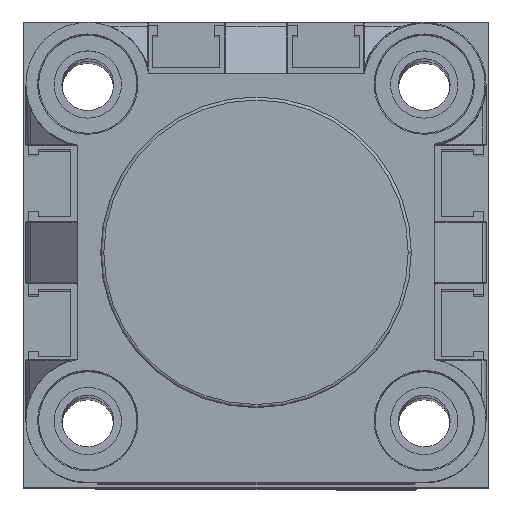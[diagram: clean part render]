
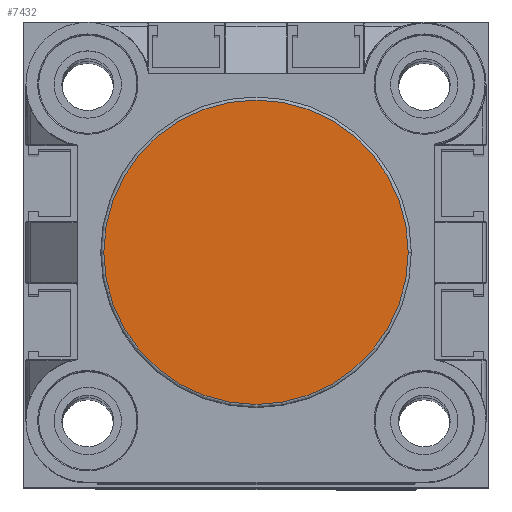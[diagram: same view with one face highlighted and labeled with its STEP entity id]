
A CAD part, top view. The second image highlights one B-rep face of the part: STEP entity #7432.
In plain terms, the highlighted planar face has unit normal (0, 0, 1).
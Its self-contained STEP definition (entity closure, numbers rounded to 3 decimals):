
#3402 = VERTEX_POINT ( 'NONE', #24350 ) ;
#3439 = PLANE ( 'NONE',  #8276 ) ;
#4167 = EDGE_LOOP ( 'NONE', ( #14394, #18036 ) ) ;
#4207 = FACE_OUTER_BOUND ( 'NONE', #4167, .T. ) ;
#5875 = EDGE_CURVE ( 'NONE', #23885, #3402, #25100, .T. ) ;
#5964 = DIRECTION ( 'NONE',  ( 0., 0., 1. ) ) ;
#7432 = ADVANCED_FACE ( 'NONE', ( #4207 ), #3439, .T. ) ;
#8276 = AXIS2_PLACEMENT_3D ( 'NONE', #21019, #5964, #23541 ) ;
#10619 = DIRECTION ( 'NONE',  ( 0., 0., 1. ) ) ;
#10778 = DIRECTION ( 'NONE',  ( 0., 0., 1. ) ) ;
#14394 = ORIENTED_EDGE ( 'NONE', *, *, #16433, .T. ) ;
#16433 = EDGE_CURVE ( 'NONE', #3402, #23885, #16609, .T. ) ;
#16609 = CIRCLE ( 'NONE', #25488, 14.7 ) ;
#18036 = ORIENTED_EDGE ( 'NONE', *, *, #5875, .T. ) ;
#21019 = CARTESIAN_POINT ( 'NONE',  ( 17.25, -17.25, 30. ) ) ;
#23541 = DIRECTION ( 'NONE',  ( 1., 0., 0. ) ) ;
#23885 = VERTEX_POINT ( 'NONE', #32268 ) ;
#24350 = CARTESIAN_POINT ( 'NONE',  ( 31.95, -17.25, 30. ) ) ;
#25100 = CIRCLE ( 'NONE', #29894, 14.7 ) ;
#25488 = AXIS2_PLACEMENT_3D ( 'NONE', #25808, #10778, #28324 ) ;
#25643 = CARTESIAN_POINT ( 'NONE',  ( 17.25, -17.25, 30. ) ) ;
#25808 = CARTESIAN_POINT ( 'NONE',  ( 17.25, -17.25, 30. ) ) ;
#28164 = DIRECTION ( 'NONE',  ( 1., 0., 0. ) ) ;
#28324 = DIRECTION ( 'NONE',  ( 1., 0., 0. ) ) ;
#29894 = AXIS2_PLACEMENT_3D ( 'NONE', #25643, #10619, #28164 ) ;
#32268 = CARTESIAN_POINT ( 'NONE',  ( 2.55, -17.25, 30. ) ) ;
